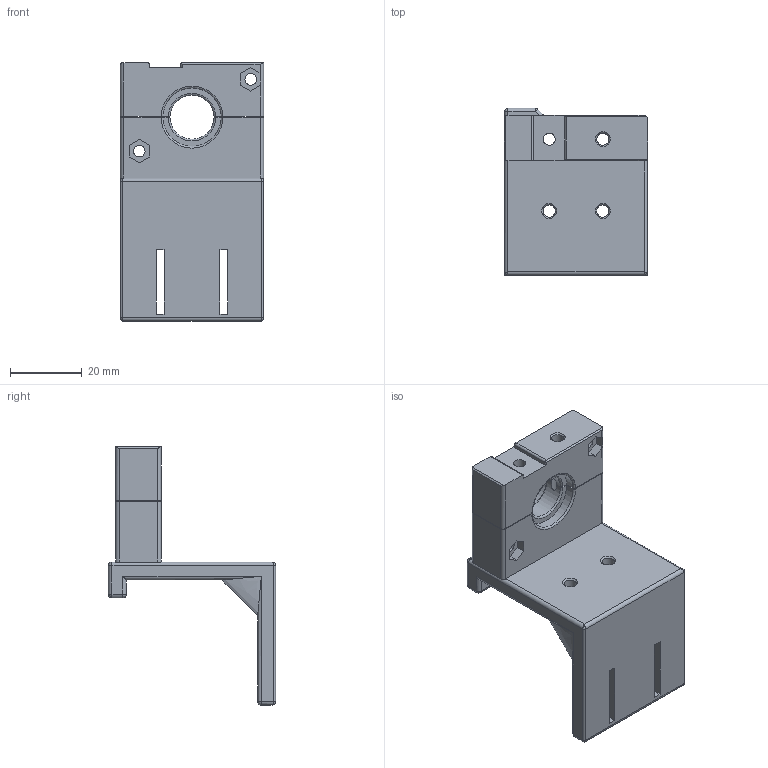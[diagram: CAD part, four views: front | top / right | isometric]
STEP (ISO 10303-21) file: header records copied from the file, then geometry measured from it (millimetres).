
FILE_DESCRIPTION(/* description */ ('STEP AP242','CAx-IF Rec.Pracs.---Representation and Presentation of Product Manufacturing Information (PMI)---4.0---2014-10-13','CAx-IF Rec.Pracs.---3D Tessellated Geometry---0.4---2014-09-14','2;1'),/* implementation_level */ '2;1');
FILE_NAME(/* name */ '667ae116c0a2c30711b1d384',/* time_stamp */ '2024-06-25T15:24:06Z',/* author */ (''),/* organization */ (''),/* preprocessor_version */ 'ST-DEVELOPER v20',/* originating_system */ ' ',/* authorisation */ ' ');
FILE_SCHEMA (('AP242_MANAGED_MODEL_BASED_3D_ENGINEERING_MIM_LF { 1 0 10303 442 1 1 4 }'));
Length unit declared in the file: metre
Products named in the file (3): Part 3; Part 2; Part 1
Bounding box: 40 x 46.7 x 72.2 mm (x, y, z)
Volume: 30649.1 mm3; surface area: 13891.7 mm2
Topology: 3 solids, 3 shells, 161 faces, 439 edges, 265 vertices
Faces by surface type: plane 70, cylinder 59, sphere 10, torus 9, bspline 8, cone 5
Full cylindrical faces by diameter (mm): 3.2 x2, 3.4 x8
Entity records: 5172 total; most frequent: CARTESIAN_POINT 1133, DIRECTION 842, ORIENTED_EDGE 808, EDGE_CURVE 404, AXIS2_PLACEMENT_3D 303, VERTEX_POINT 259, LINE 236, VECTOR 236
